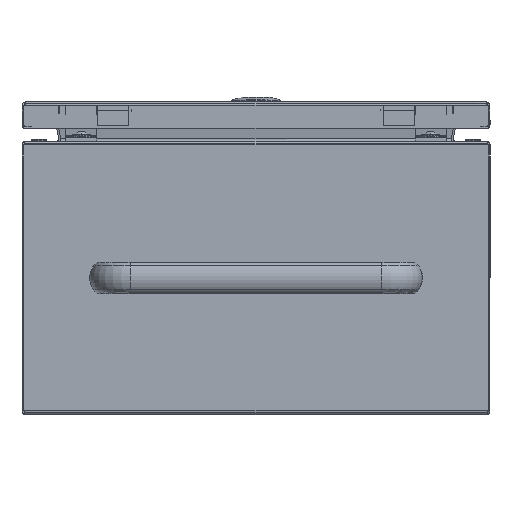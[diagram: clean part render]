
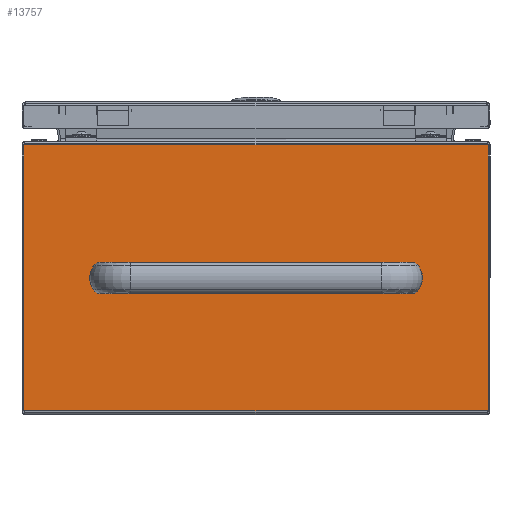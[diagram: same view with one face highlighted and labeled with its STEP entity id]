
A CAD part, left-side view. The second image highlights one B-rep face of the part: STEP entity #13757.
In plain terms, the highlighted planar face has unit normal (-1, 0, 0).
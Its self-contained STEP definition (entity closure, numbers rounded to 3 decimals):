
#31 = CARTESIAN_POINT ( 'NONE',  ( -250., -2650., 2.5 ) ) ;
#1685 = CARTESIAN_POINT ( 'NONE',  ( -250., -2650., 175.5 ) ) ;
#1727 = DIRECTION ( 'NONE',  ( 0., 1., 0. ) ) ;
#1805 = EDGE_LOOP ( 'NONE', ( #8949, #4108, #14395, #17413 ) ) ;
#1964 = EDGE_LOOP ( 'NONE', ( #21146 ) ) ;
#2058 = EDGE_LOOP ( 'NONE', ( #7582 ) ) ;
#2530 = EDGE_CURVE ( 'NONE', #4495, #25693, #13065, .T. ) ;
#2629 = AXIS2_PLACEMENT_3D ( 'NONE', #35791, #19384, #17967 ) ;
#4108 = ORIENTED_EDGE ( 'NONE', *, *, #2530, .F. ) ;
#4495 = VERTEX_POINT ( 'NONE', #10334 ) ;
#6638 = LINE ( 'NONE', #26613, #7055 ) ;
#7055 = VECTOR ( 'NONE', #23950, 1000. ) ;
#7448 = EDGE_CURVE ( 'NONE', #32540, #4495, #16727, .T. ) ;
#7582 = ORIENTED_EDGE ( 'NONE', *, *, #29645, .T. ) ;
#7786 = AXIS2_PLACEMENT_3D ( 'NONE', #1685, #29572, #13048 ) ;
#8949 = ORIENTED_EDGE ( 'NONE', *, *, #30158, .T. ) ;
#9340 = CARTESIAN_POINT ( 'NONE',  ( -250., -148.743, 173. ) ) ;
#10077 = CARTESIAN_POINT ( 'NONE',  ( -250., 100., 87.75 ) ) ;
#10275 = PLANE ( 'NONE',  #7786 ) ;
#10334 = CARTESIAN_POINT ( 'NONE',  ( -250., 148.743, 2.5 ) ) ;
#10960 = AXIS2_PLACEMENT_3D ( 'NONE', #10077, #26241, #1727 ) ;
#11054 = CARTESIAN_POINT ( 'NONE',  ( -250., 148.743, 175.5 ) ) ;
#11617 = CARTESIAN_POINT ( 'NONE',  ( -250., -148.743, 2.5 ) ) ;
#11675 = VERTEX_POINT ( 'NONE', #9340 ) ;
#13048 = DIRECTION ( 'NONE',  ( 0., 1., 0. ) ) ;
#13065 = LINE ( 'NONE', #11054, #23857 ) ;
#13099 = CARTESIAN_POINT ( 'NONE',  ( -250., -96.45, 87.75 ) ) ;
#13757 = ADVANCED_FACE ( 'NONE', ( #27573, #23297, #21582 ), #10275, .F. ) ;
#14395 = ORIENTED_EDGE ( 'NONE', *, *, #7448, .F. ) ;
#14485 = CARTESIAN_POINT ( 'NONE',  ( -250., 148.743, 173. ) ) ;
#16668 = CARTESIAN_POINT ( 'NONE',  ( -250., -148.743, 173. ) ) ;
#16727 = LINE ( 'NONE', #31, #32242 ) ;
#17413 = ORIENTED_EDGE ( 'NONE', *, *, #22305, .F. ) ;
#17967 = DIRECTION ( 'NONE',  ( 0., 1., 0. ) ) ;
#18477 = LINE ( 'NONE', #16668, #23187 ) ;
#19041 = VERTEX_POINT ( 'NONE', #22009 ) ;
#19384 = DIRECTION ( 'NONE',  ( 1., 0., 0. ) ) ;
#21146 = ORIENTED_EDGE ( 'NONE', *, *, #22036, .T. ) ;
#21582 = FACE_OUTER_BOUND ( 'NONE', #1805, .T. ) ;
#22009 = CARTESIAN_POINT ( 'NONE',  ( -250., 103.55, 87.75 ) ) ;
#22036 = EDGE_CURVE ( 'NONE', #26829, #26829, #27821, .T. ) ;
#22305 = EDGE_CURVE ( 'NONE', #11675, #32540, #6638, .T. ) ;
#23187 = VECTOR ( 'NONE', #30290, 1000. ) ;
#23297 = FACE_BOUND ( 'NONE', #2058, .T. ) ;
#23857 = VECTOR ( 'NONE', #35796, 1000. ) ;
#23950 = DIRECTION ( 'NONE',  ( 0., 0., -1. ) ) ;
#25693 = VERTEX_POINT ( 'NONE', #14485 ) ;
#26241 = DIRECTION ( 'NONE',  ( 1., 0., 0. ) ) ;
#26613 = CARTESIAN_POINT ( 'NONE',  ( -250., -148.743, 175.5 ) ) ;
#26829 = VERTEX_POINT ( 'NONE', #13099 ) ;
#27573 = FACE_BOUND ( 'NONE', #1964, .T. ) ;
#27686 = DIRECTION ( 'NONE',  ( 0., 1., 0. ) ) ;
#27821 = CIRCLE ( 'NONE', #2629, 3.55 ) ;
#29572 = DIRECTION ( 'NONE',  ( 1., 0., 0. ) ) ;
#29645 = EDGE_CURVE ( 'NONE', #19041, #19041, #34874, .T. ) ;
#30158 = EDGE_CURVE ( 'NONE', #11675, #25693, #18477, .T. ) ;
#30290 = DIRECTION ( 'NONE',  ( 0., 1., 0. ) ) ;
#32242 = VECTOR ( 'NONE', #27686, 1000. ) ;
#32540 = VERTEX_POINT ( 'NONE', #11617 ) ;
#34874 = CIRCLE ( 'NONE', #10960, 3.55 ) ;
#35791 = CARTESIAN_POINT ( 'NONE',  ( -250., -100., 87.75 ) ) ;
#35796 = DIRECTION ( 'NONE',  ( 0., 0., 1. ) ) ;
